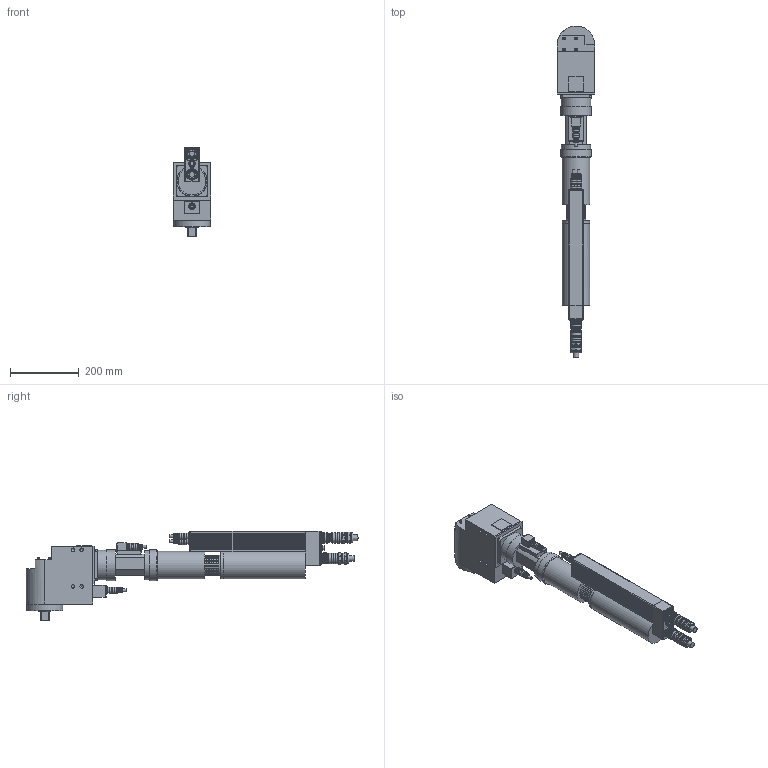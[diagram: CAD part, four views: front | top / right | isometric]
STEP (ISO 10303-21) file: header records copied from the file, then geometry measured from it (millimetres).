
FILE_DESCRIPTION((''),'2;1');
FILE_NAME('947606A0_IAM_001.stp','2012-02-27T12:48:06',('a6b63'),(''),'Autodesk Inventor 11','Autodesk Inventor 11','');
FILE_SCHEMA(('AUTOMOTIVE_DESIGN { 1 0 10303 214 1 1 1 1 }'));
Length unit declared in the file: millimetre
Products named in the file (7): 947606A0_IAM_001; 4WKXB_BTS_IPT_001; 4KXB_IPT_001; 4BTS-4BXA_IPT_001.ipt_Motor und Getriebe; 961089-002_IPT_002.ipt_Stecker gerade; 961104-005_IPT_002.ipt_Stecker gerade; 961104-005_IPT_001.ipt_Stecker gerade
Assembly tree (9 placements, depth 2):
  947606A0_IAM_001
    4WKXB_BTS_IPT_001
    4KXB_IPT_001
    4BTS-4BXA_IPT_001.ipt_Motor und Getriebe
    961089-002_IPT_002.ipt_Stecker gerade  x4
    961104-005_IPT_002.ipt_Stecker gerade
    961104-005_IPT_001.ipt_Stecker gerade
Bounding box: 109 x 966.3 x 261.68 mm (x, y, z)
Volume: 7482742.3 mm3; surface area: 501041.6 mm2
Topology: 9 solids, 9 shells, 979 faces, 2265 edges, 1434 vertices
Faces by surface type: plane 626, cylinder 260, cone 51, torus 22, bspline 20
Full cylindrical faces by diameter (mm): 5.4 x4, 5.5 x4, 7 x4, 8 x4, 10.106 x4, 12 x1, 13 x1, 13.4 x4, 13.5 x2, 14 x20, 14.2 x4, 15.5 x1, 16 x13, 16.5 x2, 17.5 x1, 17.587 x8, 18 x7, 18.7 x8, 20 x6, 22.5 x2, 24 x1, 25 x1, 25.5 x1, 26.4 x1, 27.047 x1, 28 x2, 28.5 x1, 29 x1, 29.4 x3, 29.5 x2
Entity records: 23951 total; most frequent: CARTESIAN_POINT 4881, DIRECTION 3851, ORIENTED_EDGE 3736, EDGE_CURVE 1868, AXIS2_PLACEMENT_3D 1365, VERTEX_POINT 1288, EDGE_LOOP 1150, VECTOR 1121
